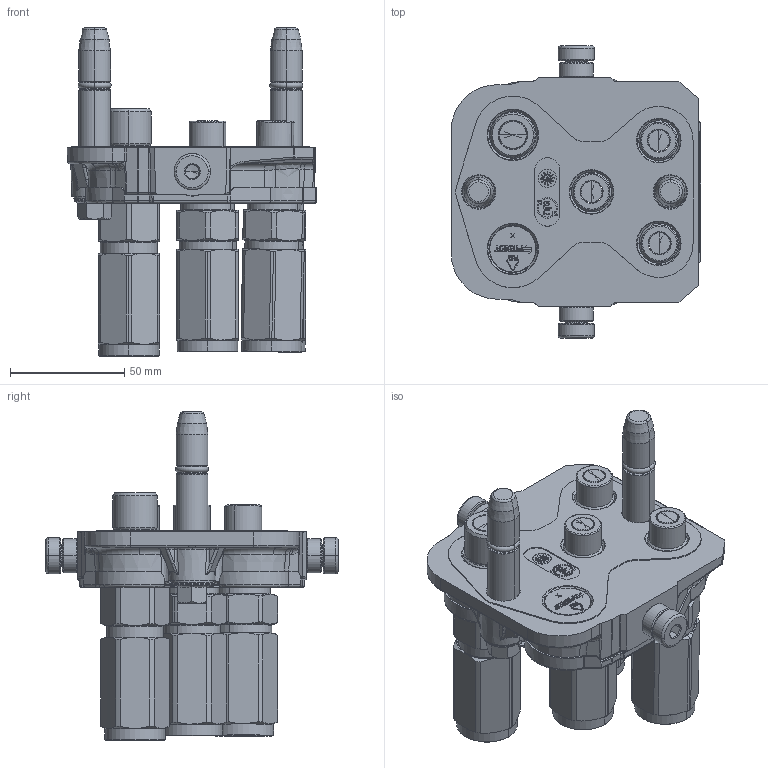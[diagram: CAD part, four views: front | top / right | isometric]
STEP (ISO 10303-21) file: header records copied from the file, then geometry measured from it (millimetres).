
FILE_DESCRIPTION (( 'STEP AP214' ), '1' );
FILE_NAME ('FASTER.step', '2021-08-09T20:05:04', ( '' ), ( '' ), 'SwSTEP 2.0', 'SolidWorks 2017', '' );
FILE_SCHEMA (( 'AUTOMOTIVE_DESIGN' ));
Length unit declared in the file: millimetre
Products named in the file (15): 4800_315_0001_000; 4830_021_0000_000; FASTER; et002; 4830_028_1000_002; 1540_080_0008_000; P5065_M_BASE; 3ffnp14-14s_m; TAPPO_38; 4830_010_2101_000; 3ffnp38-12s_m; or2_62x9_19_m; 4830_013_3000_020
Assembly tree (21 placements, depth 3):
  FASTER
    P5065_M_BASE
      4830_010_2101_000
      4830_021_0000_000  x2
      1540_080_0008_000  x2
      or2_62x9_19_m  x2
      4830_013_3000_020  x2
      4830_028_1000_002  x2
      4800_315_0001_000
    3ffnp38-12s_m
      3ffnp38-12s_m
    TAPPO_38
    3ffnp14-14s_m  x3
      3ffnp14-14s_m
    et002
Bounding box: 109.36 x 128 x 143.8 mm (x, y, z)
Volume: 13183.9 mm3; surface area: 127701.9 mm2
Topology: 7 solids, 49 shells, 4489 faces, 12718 edges, 8271 vertices
Faces by surface type: plane 2692, cylinder 731, cone 402, bspline 387, torus 227, sphere 50
Entity records: 162767 total; most frequent: CARTESIAN_POINT 57282, ORIENTED_EDGE 20855, DIRECTION 18067, EDGE_CURVE 10730, LINE 7343, VECTOR 7343, VERTEX_POINT 6945, AXIS2_PLACEMENT_3D 5362
